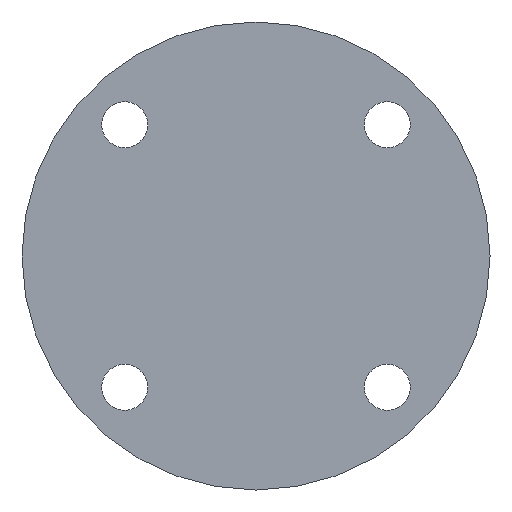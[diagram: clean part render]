
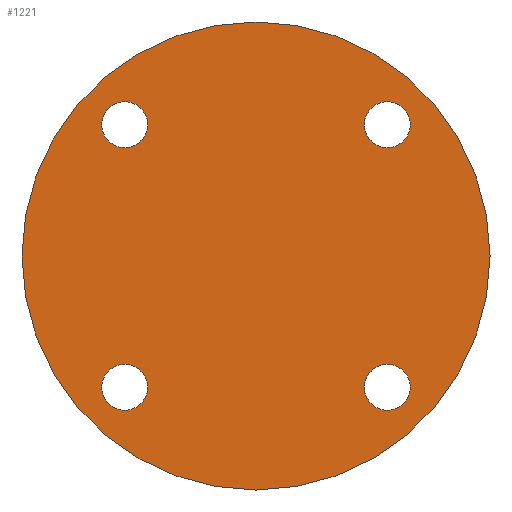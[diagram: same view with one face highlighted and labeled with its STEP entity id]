
A CAD part, left-side view. The second image highlights one B-rep face of the part: STEP entity #1221.
In plain terms, the highlighted planar face has unit normal (-1, 0, 0).
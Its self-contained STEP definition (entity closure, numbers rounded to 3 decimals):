
#41=FACE_BOUND('',#199,.T.);
#42=FACE_BOUND('',#200,.T.);
#43=FACE_BOUND('',#201,.T.);
#44=FACE_BOUND('',#202,.T.);
#67=PLANE('',#1340);
#125=FACE_OUTER_BOUND('',#198,.T.);
#198=EDGE_LOOP('',(#990));
#199=EDGE_LOOP('',(#991));
#200=EDGE_LOOP('',(#992));
#201=EDGE_LOOP('',(#993));
#202=EDGE_LOOP('',(#994));
#510=CIRCLE('',#1289,31.5);
#527=CIRCLE('',#1333,3.1);
#528=CIRCLE('',#1335,3.1);
#529=CIRCLE('',#1337,3.1);
#530=CIRCLE('',#1339,3.1);
#567=VERTEX_POINT('',#1804);
#607=VERTEX_POINT('',#1936);
#608=VERTEX_POINT('',#1940);
#609=VERTEX_POINT('',#1944);
#610=VERTEX_POINT('',#1948);
#679=EDGE_CURVE('',#567,#567,#510,.T.);
#746=EDGE_CURVE('',#607,#607,#527,.T.);
#748=EDGE_CURVE('',#608,#608,#528,.T.);
#750=EDGE_CURVE('',#609,#609,#529,.T.);
#752=EDGE_CURVE('',#610,#610,#530,.T.);
#990=ORIENTED_EDGE('',*,*,#679,.T.);
#991=ORIENTED_EDGE('',*,*,#746,.T.);
#992=ORIENTED_EDGE('',*,*,#748,.T.);
#993=ORIENTED_EDGE('',*,*,#750,.T.);
#994=ORIENTED_EDGE('',*,*,#752,.T.);
#1221=ADVANCED_FACE('',(#125,#41,#42,#43,#44),#67,.T.);
#1289=AXIS2_PLACEMENT_3D('',#1805,#1436,#1437);
#1333=AXIS2_PLACEMENT_3D('',#1937,#1572,#1573);
#1335=AXIS2_PLACEMENT_3D('',#1941,#1577,#1578);
#1337=AXIS2_PLACEMENT_3D('',#1945,#1582,#1583);
#1339=AXIS2_PLACEMENT_3D('',#1949,#1587,#1588);
#1340=AXIS2_PLACEMENT_3D('',#1951,#1590,#1591);
#1436=DIRECTION('center_axis',(-1.,0.,0.));
#1437=DIRECTION('ref_axis',(0.,0.,1.));
#1572=DIRECTION('center_axis',(1.,0.,0.));
#1573=DIRECTION('ref_axis',(0.,-1.,0.));
#1577=DIRECTION('center_axis',(1.,0.,0.));
#1578=DIRECTION('ref_axis',(0.,-1.,0.));
#1582=DIRECTION('center_axis',(1.,0.,0.));
#1583=DIRECTION('ref_axis',(0.,-1.,0.));
#1587=DIRECTION('center_axis',(1.,0.,0.));
#1588=DIRECTION('ref_axis',(0.,-1.,0.));
#1590=DIRECTION('center_axis',(-1.,0.,0.));
#1591=DIRECTION('ref_axis',(0.,0.,1.));
#1804=CARTESIAN_POINT('',(-10.,0.,-31.5));
#1805=CARTESIAN_POINT('Origin',(-10.,0.,0.));
#1936=CARTESIAN_POINT('',(-10.,-14.578,-17.678));
#1937=CARTESIAN_POINT('Origin',(-10.,-17.678,-17.678));
#1940=CARTESIAN_POINT('',(-10.,20.778,-17.678));
#1941=CARTESIAN_POINT('Origin',(-10.,17.678,-17.678));
#1944=CARTESIAN_POINT('',(-10.,20.778,17.678));
#1945=CARTESIAN_POINT('Origin',(-10.,17.678,17.678));
#1948=CARTESIAN_POINT('',(-10.,-14.578,17.678));
#1949=CARTESIAN_POINT('Origin',(-10.,-17.678,17.678));
#1951=CARTESIAN_POINT('Origin',(-10.,0.,0.));
